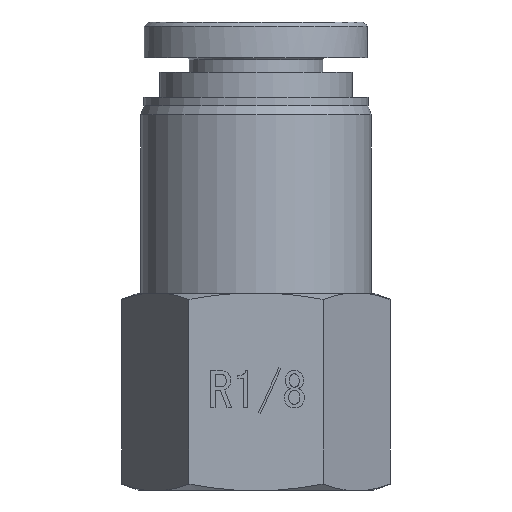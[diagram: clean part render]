
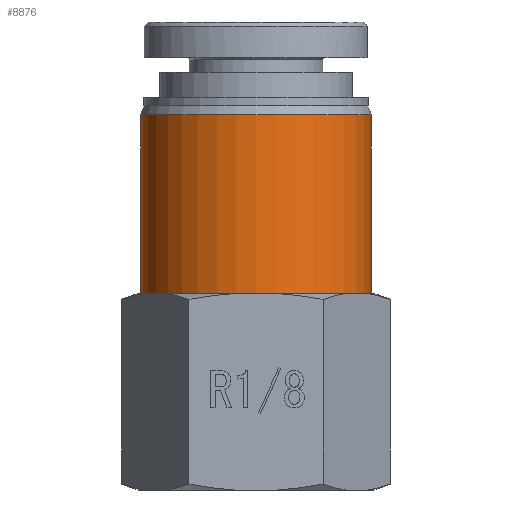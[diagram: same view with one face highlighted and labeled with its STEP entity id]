
A CAD part, front view. The second image highlights one B-rep face of the part: STEP entity #8876.
In plain terms, the highlighted cylindrical face has radius 6.45 mm (diameter 12.9 mm), a full revolution.
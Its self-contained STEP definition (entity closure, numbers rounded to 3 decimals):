
#8694=CARTESIAN_POINT('',(-6.45,11.0,0.0));
#8695=VERTEX_POINT('',#8694);
#8696=CARTESIAN_POINT('',(0.,11.0,0.0));
#8697=DIRECTION('',(0.0,1.0,0.0));
#8698=DIRECTION('',(-1.0,0.0,0.0));
#8699=AXIS2_PLACEMENT_3D('',#8696,#8697,#8698);
#8700=CIRCLE('',#8699,6.45);
#8701=EDGE_CURVE('',#8695,#8695,#8700,.T.);
#8857=CARTESIAN_POINT('',(0.,20.25,0.0));
#8858=DIRECTION('',(0.,1.0,0.0));
#8859=DIRECTION('',(-1.0,0.0,0.0));
#8860=AXIS2_PLACEMENT_3D('',#8857,#8858,#8859);
#8861=CYLINDRICAL_SURFACE('',#8860,6.45);
#8862=ORIENTED_EDGE('',*,*,#8701,.T.);
#8863=EDGE_LOOP('',(#8862));
#8864=FACE_OUTER_BOUND('',#8863,.T.);
#8865=CARTESIAN_POINT('',(-6.45,21.0,0.0));
#8866=VERTEX_POINT('',#8865);
#8867=CARTESIAN_POINT('',(0.,21.0,0.0));
#8868=DIRECTION('',(0.0,1.0,0.0));
#8869=DIRECTION('',(-1.0,0.0,0.0));
#8870=AXIS2_PLACEMENT_3D('',#8867,#8868,#8869);
#8871=CIRCLE('',#8870,6.45);
#8872=EDGE_CURVE('',#8866,#8866,#8871,.T.);
#8873=ORIENTED_EDGE('',*,*,#8872,.F.);
#8874=EDGE_LOOP('',(#8873));
#8875=FACE_BOUND('',#8874,.T.);
#8876=ADVANCED_FACE('',(#8864,#8875),#8861,.T.);
